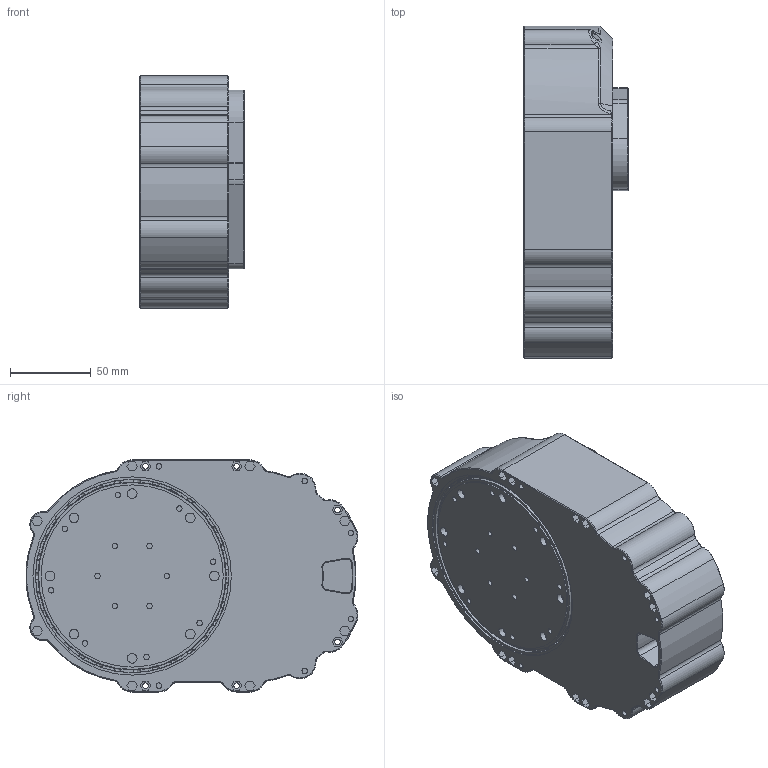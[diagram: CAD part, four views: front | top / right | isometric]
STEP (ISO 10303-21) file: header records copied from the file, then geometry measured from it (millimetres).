
FILE_DESCRIPTION(/* description */ (''),/* implementation_level */ '2;1');
FILE_NAME(/* name */ 'Actuator T23R12 v2 CAD.step',/* time_stamp */ '2023-05-15T22:42:41+10:00',/* author */ (''),/* organization */ (''),/* preprocessor_version */ 'ST-DEVELOPER v19.2',/* originating_system */ 'Autodesk Translation Framework v12.4.0.73',/* authorisation */ '');
FILE_SCHEMA (('AUTOMOTIVE_DESIGN { 1 0 10303 214 3 1 1 }'));
Length unit declared in the file: millimetre
Products named in the file (7): mk5.99aMW4PC - geared dgm actuator v9 shared; external; output; 3dp bearing LW; outer; inner; retainer
Assembly tree (6 placements, depth 3):
  mk5.99aMW4PC - geared dgm actuator v9 shared
    external
    output
    3dp bearing LW
      outer
      inner
      retainer
Bounding box: 64.5 x 205.84 x 144 mm (x, y, z)
Volume: 1313544 mm3; surface area: 162602.7 mm2
Topology: 5 solids, 14 shells, 870 faces, 2349 edges, 1526 vertices
Faces by surface type: plane 492, cylinder 222, cone 106, sphere 31, bspline 12, torus 7
Full cylindrical faces by diameter (mm): 3.4 x45, 6 x8, 35 x1, 110 x1, 110.5 x1, 113 x1, 116 x2, 116.5 x1, 119.5 x1, 120 x2, 123 x1, 126 x2
Entity records: 29132 total; most frequent: CARTESIAN_POINT 6990, ORIENTED_EDGE 4574, DIRECTION 4573, EDGE_CURVE 2287, AXIS2_PLACEMENT_3D 1591, VERTEX_POINT 1526, LINE 1391, VECTOR 1391
